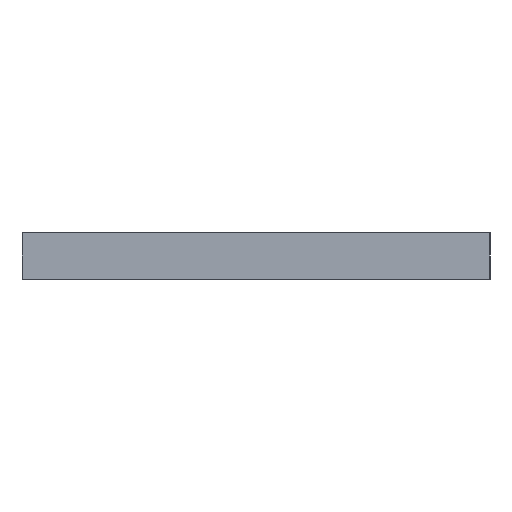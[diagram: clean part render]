
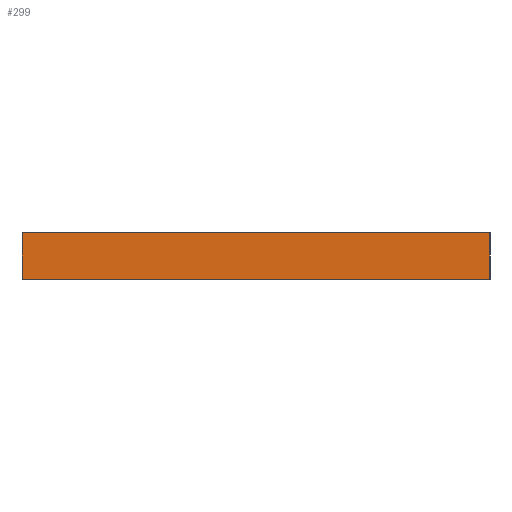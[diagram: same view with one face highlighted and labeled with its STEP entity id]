
A CAD part, left-side view. The second image highlights one B-rep face of the part: STEP entity #299.
In plain terms, the highlighted planar face has unit normal (-1, 0, 0).
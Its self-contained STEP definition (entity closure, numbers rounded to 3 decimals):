
#299=ADVANCED_FACE('',(#748),#749,.F.);
#748=FACE_OUTER_BOUND('',#1534,.T.);
#749=PLANE('',#1535);
#1534=EDGE_LOOP('',(#2509,#2510,#2511,#2512));
#1535=AXIS2_PLACEMENT_3D('',#2513,#2514,#2515);
#2509=ORIENTED_EDGE('',*,*,#4331,.T.);
#2510=ORIENTED_EDGE('',*,*,#4332,.F.);
#2511=ORIENTED_EDGE('',*,*,#4333,.F.);
#2512=ORIENTED_EDGE('',*,*,#4334,.F.);
#2513=CARTESIAN_POINT('',(0.0,20.0,2.0));
#2514=DIRECTION('',(1.0,0.0,0.0));
#2515=DIRECTION('',(0.0,0.0,-1.0));
#4331=EDGE_CURVE('',#5246,#5247,#5248,.T.);
#4332=EDGE_CURVE('',#5249,#5247,#5250,.T.);
#4333=EDGE_CURVE('',#5251,#5249,#5252,.T.);
#4334=EDGE_CURVE('',#5246,#5251,#5253,.T.);
#5246=VERTEX_POINT('',#6481);
#5247=VERTEX_POINT('',#6482);
#5248=LINE('',#6483,#6484);
#5249=VERTEX_POINT('',#6485);
#5250=LINE('',#6486,#6487);
#5251=VERTEX_POINT('',#6488);
#5252=LINE('',#6489,#6490);
#5253=LINE('',#6491,#6492);
#6481=CARTESIAN_POINT('',(0.0,40.0,4.0));
#6482=CARTESIAN_POINT('',(0.0,40.0,0.0));
#6483=CARTESIAN_POINT('',(0.0,40.0,2.0));
#6484=VECTOR('',#7762,1.0);
#6485=CARTESIAN_POINT('',(0.0,0.0,0.0));
#6486=CARTESIAN_POINT('',(0.0,20.0,0.0));
#6487=VECTOR('',#7763,1.0);
#6488=CARTESIAN_POINT('',(0.0,0.0,4.0));
#6489=CARTESIAN_POINT('',(0.0,0.0,2.0));
#6490=VECTOR('',#7764,1.0);
#6491=CARTESIAN_POINT('',(0.0,20.0,4.0));
#6492=VECTOR('',#7765,1.0);
#7762=DIRECTION('',(0.0,0.0,-1.0));
#7763=DIRECTION('',(0.0,1.0,0.0));
#7764=DIRECTION('',(0.0,0.0,-1.0));
#7765=DIRECTION('',(0.0,-1.0,0.0));
